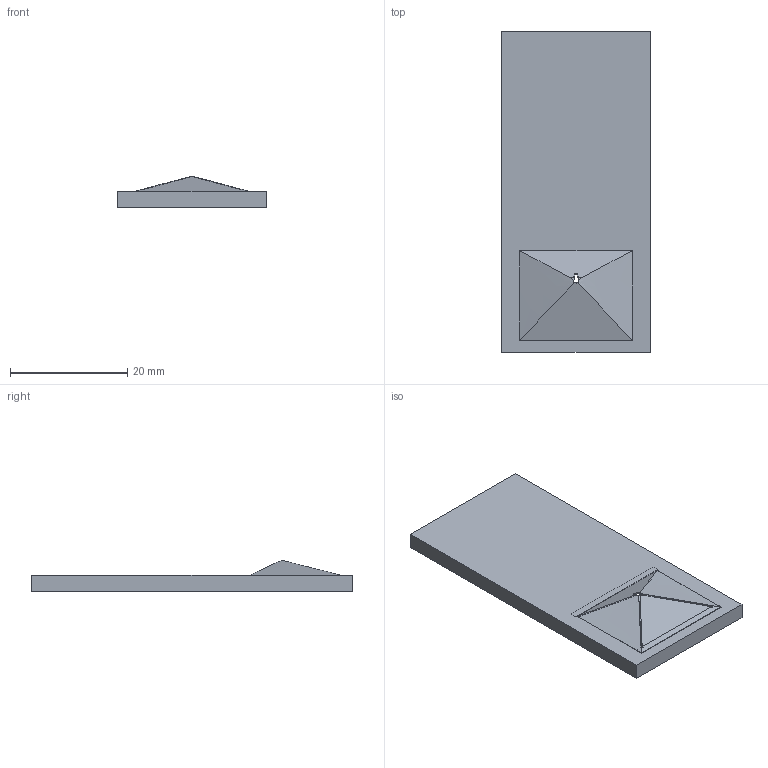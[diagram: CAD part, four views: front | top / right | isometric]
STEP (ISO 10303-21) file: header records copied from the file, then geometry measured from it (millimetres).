
FILE_DESCRIPTION(/* description */ (''),/* implementation_level */ '2;1');
FILE_NAME(/* name */ 'Coneholder_MC_v5.stp',/* time_stamp */ '2021-03-18T11:13:07-04:00',/* author */ ('mattc'),/* organization */ (''),/* preprocessor_version */ 'ST-DEVELOPER v18.1',/* originating_system */ 'Autodesk Inventor 2021',/* authorisation */ '');
FILE_SCHEMA (('AUTOMOTIVE_DESIGN { 1 0 10303 214 3 1 1 }'));
Length unit declared in the file: millimetre
Products named in the file (1): Coneholder_MC_v5
Bounding box: 25.4 x 54.8 x 5.25 mm (x, y, z)
Volume: 2132.8 mm3; surface area: 3762.5 mm2
Topology: 1 solids, 2 shells, 169 faces, 434 edges, 269 vertices
Faces by surface type: bspline 90, plane 51, cylinder 25, sphere 3
Entity records: 7921 total; most frequent: CARTESIAN_POINT 4320, ORIENTED_EDGE 866, DIRECTION 509, EDGE_CURVE 433, VERTEX_POINT 269, LINE 199, VECTOR 199, EDGE_LOOP 172
